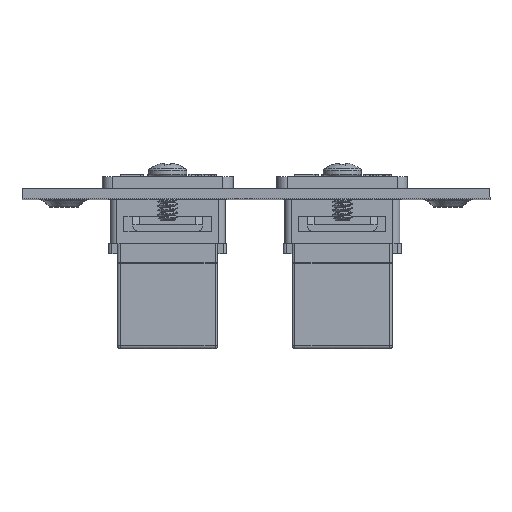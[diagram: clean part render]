
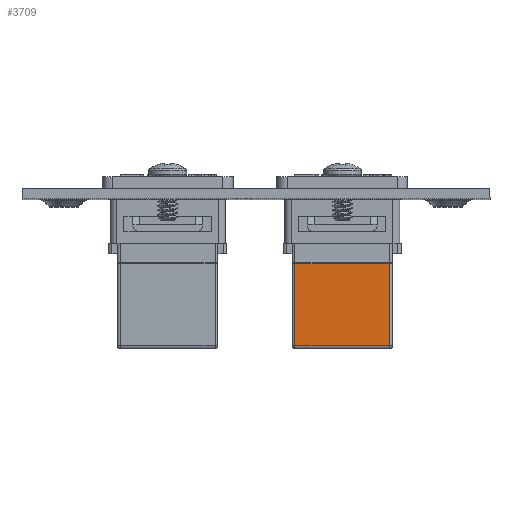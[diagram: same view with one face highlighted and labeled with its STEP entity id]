
A CAD part, top view. The second image highlights one B-rep face of the part: STEP entity #3709.
In plain terms, the highlighted face is planar.
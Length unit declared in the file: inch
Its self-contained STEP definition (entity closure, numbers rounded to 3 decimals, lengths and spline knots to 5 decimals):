
#401 = CARTESIAN_POINT ( 'NONE',  ( 0.27165, -0.31693, 0.49213 ) ) ;
#589 = VECTOR ( 'NONE', #19010, 39.37008 ) ;
#1383 = DIRECTION ( 'NONE',  ( 0., 0., -1. ) ) ;
#1569 = DIRECTION ( 'NONE',  ( 1., 0., 0. ) ) ;
#3154 = LINE ( 'NONE', #22807, #17693 ) ;
#3709 = ADVANCED_FACE ( 'NONE', ( #12535 ), #24094, .F. ) ;
#5296 = CARTESIAN_POINT ( 'NONE',  ( 0.27165, -0.31693, -0.47638 ) ) ;
#6096 = LINE ( 'NONE', #401, #589 ) ;
#9640 = CARTESIAN_POINT ( 'NONE',  ( 0.2874, -0.31693, 0.49213 ) ) ;
#10109 = VERTEX_POINT ( 'NONE', #15633 ) ;
#10767 = CARTESIAN_POINT ( 'NONE',  ( 0.27165, -0.31693, -0.00394 ) ) ;
#11256 = EDGE_CURVE ( 'NONE', #16402, #10109, #22231, .T. ) ;
#11653 = ORIENTED_EDGE ( 'NONE', *, *, #25828, .T. ) ;
#12165 = EDGE_CURVE ( 'NONE', #19632, #18277, #6096, .T. ) ;
#12535 = FACE_OUTER_BOUND ( 'NONE', #15679, .T. ) ;
#13785 = DIRECTION ( 'NONE',  ( -1., 0., 0. ) ) ;
#14615 = VECTOR ( 'NONE', #1569, 39.37008 ) ;
#15285 = LINE ( 'NONE', #26355, #14615 ) ;
#15633 = CARTESIAN_POINT ( 'NONE',  ( -0.27165, -0.31693, -0.47638 ) ) ;
#15679 = EDGE_LOOP ( 'NONE', ( #18297, #25644, #11653, #15706 ) ) ;
#15706 = ORIENTED_EDGE ( 'NONE', *, *, #12165, .T. ) ;
#16402 = VERTEX_POINT ( 'NONE', #17642 ) ;
#17642 = CARTESIAN_POINT ( 'NONE',  ( -0.27165, -0.31693, -0.00394 ) ) ;
#17693 = VECTOR ( 'NONE', #20369, 39.37008 ) ;
#18128 = AXIS2_PLACEMENT_3D ( 'NONE', #9640, #26187, #13785 ) ;
#18277 = VERTEX_POINT ( 'NONE', #10767 ) ;
#18297 = ORIENTED_EDGE ( 'NONE', *, *, #22684, .F. ) ;
#19010 = DIRECTION ( 'NONE',  ( 0., 0., 1. ) ) ;
#19632 = VERTEX_POINT ( 'NONE', #5296 ) ;
#20369 = DIRECTION ( 'NONE',  ( 1., 0., 0. ) ) ;
#21590 = VECTOR ( 'NONE', #1383, 39.37008 ) ;
#22231 = LINE ( 'NONE', #26159, #21590 ) ;
#22684 = EDGE_CURVE ( 'NONE', #16402, #18277, #3154, .T. ) ;
#22807 = CARTESIAN_POINT ( 'NONE',  ( 0.27165, -0.31693, -0.00394 ) ) ;
#24094 = PLANE ( 'NONE',  #18128 ) ;
#25644 = ORIENTED_EDGE ( 'NONE', *, *, #11256, .T. ) ;
#25828 = EDGE_CURVE ( 'NONE', #10109, #19632, #15285, .T. ) ;
#26159 = CARTESIAN_POINT ( 'NONE',  ( -0.27165, -0.31693, 0.49213 ) ) ;
#26187 = DIRECTION ( 'NONE',  ( 0., 1., 0. ) ) ;
#26355 = CARTESIAN_POINT ( 'NONE',  ( 0.2874, -0.31693, -0.47638 ) ) ;
